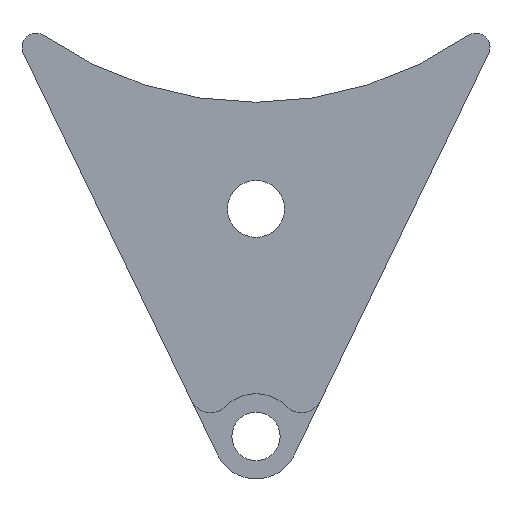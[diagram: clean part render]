
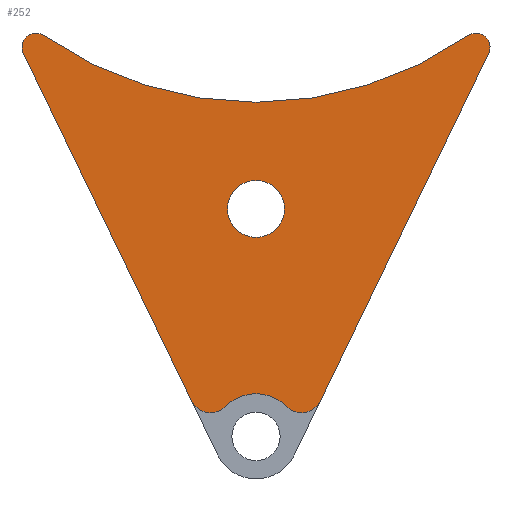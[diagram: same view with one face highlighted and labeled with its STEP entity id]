
A CAD part, front view. The second image highlights one B-rep face of the part: STEP entity #252.
In plain terms, the highlighted planar face has unit normal (0, -1, 0).
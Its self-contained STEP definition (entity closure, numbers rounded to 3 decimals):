
#15=FACE_BOUND('',#40,.T.);
#19=PLANE('',#282);
#25=FACE_OUTER_BOUND('',#39,.T.);
#39=EDGE_LOOP('',(#174,#175,#176,#177,#178,#179,#180,#181));
#40=EDGE_LOOP('',(#182));
#58=LINE('',#411,#76);
#59=LINE('',#418,#77);
#76=VECTOR('',#327,10.);
#77=VECTOR('',#334,10.);
#93=CIRCLE('',#281,1.5);
#94=CIRCLE('',#283,3.);
#95=CIRCLE('',#284,1.5);
#96=CIRCLE('',#285,1.);
#97=CIRCLE('',#286,26.);
#98=CIRCLE('',#287,1.);
#99=CIRCLE('',#288,2.);
#112=VERTEX_POINT('',#400);
#113=VERTEX_POINT('',#402);
#114=VERTEX_POINT('',#406);
#115=VERTEX_POINT('',#408);
#116=VERTEX_POINT('',#410);
#117=VERTEX_POINT('',#412);
#118=VERTEX_POINT('',#414);
#119=VERTEX_POINT('',#416);
#120=VERTEX_POINT('',#419);
#136=EDGE_CURVE('',#112,#113,#93,.T.);
#138=EDGE_CURVE('',#112,#114,#94,.T.);
#139=EDGE_CURVE('',#115,#114,#95,.T.);
#140=EDGE_CURVE('',#116,#115,#58,.T.);
#141=EDGE_CURVE('',#117,#116,#96,.T.);
#142=EDGE_CURVE('',#117,#118,#97,.T.);
#143=EDGE_CURVE('',#119,#118,#98,.T.);
#144=EDGE_CURVE('',#119,#113,#59,.T.);
#145=EDGE_CURVE('',#120,#120,#99,.T.);
#174=ORIENTED_EDGE('',*,*,#136,.F.);
#175=ORIENTED_EDGE('',*,*,#138,.T.);
#176=ORIENTED_EDGE('',*,*,#139,.F.);
#177=ORIENTED_EDGE('',*,*,#140,.F.);
#178=ORIENTED_EDGE('',*,*,#141,.F.);
#179=ORIENTED_EDGE('',*,*,#142,.T.);
#180=ORIENTED_EDGE('',*,*,#143,.F.);
#181=ORIENTED_EDGE('',*,*,#144,.T.);
#182=ORIENTED_EDGE('',*,*,#145,.F.);
#252=ADVANCED_FACE('',(#25,#15),#19,.F.);
#281=AXIS2_PLACEMENT_3D('',#403,#318,#319);
#282=AXIS2_PLACEMENT_3D('',#405,#321,#322);
#283=AXIS2_PLACEMENT_3D('',#407,#323,#324);
#284=AXIS2_PLACEMENT_3D('',#409,#325,#326);
#285=AXIS2_PLACEMENT_3D('',#413,#328,#329);
#286=AXIS2_PLACEMENT_3D('',#415,#330,#331);
#287=AXIS2_PLACEMENT_3D('',#417,#332,#333);
#288=AXIS2_PLACEMENT_3D('',#420,#335,#336);
#318=DIRECTION('center_axis',(0.,1.,0.));
#319=DIRECTION('ref_axis',(-0.164,0.,-0.986));
#321=DIRECTION('center_axis',(0.,1.,0.));
#322=DIRECTION('ref_axis',(1.,0.,0.));
#323=DIRECTION('center_axis',(0.,1.,0.));
#324=DIRECTION('ref_axis',(1.,0.,0.));
#325=DIRECTION('center_axis',(0.,1.,0.));
#326=DIRECTION('ref_axis',(0.164,0.,-0.986));
#327=DIRECTION('',(-0.435,0.,-0.9));
#328=DIRECTION('center_axis',(0.,1.,0.));
#329=DIRECTION('ref_axis',(0.649,0.,0.761));
#330=DIRECTION('center_axis',(0.,1.,0.));
#331=DIRECTION('ref_axis',(0.,0.,-1.));
#332=DIRECTION('center_axis',(0.,1.,0.));
#333=DIRECTION('ref_axis',(-0.649,0.,0.761));
#334=DIRECTION('',(0.435,0.,-0.9));
#335=DIRECTION('center_axis',(0.,-1.,0.));
#336=DIRECTION('ref_axis',(1.,0.,0.));
#400=CARTESIAN_POINT('',(-2.132,0.,2.111));
#402=CARTESIAN_POINT('',(-4.548,0.,2.513));
#403=CARTESIAN_POINT('Origin',(-3.198,0.,3.166));
#405=CARTESIAN_POINT('Origin',(0.,0.,14.058));
#406=CARTESIAN_POINT('',(2.132,0.,2.111));
#407=CARTESIAN_POINT('Origin',(0.,0.,0.));
#408=CARTESIAN_POINT('',(4.548,0.,2.513));
#409=CARTESIAN_POINT('Origin',(3.198,0.,3.166));
#410=CARTESIAN_POINT('',(16.359,0.,26.928));
#411=CARTESIAN_POINT('',(18.385,0.,31.115));
#412=CARTESIAN_POINT('',(14.887,0.,28.184));
#413=CARTESIAN_POINT('Origin',(15.459,0.,27.364));
#414=CARTESIAN_POINT('',(-14.887,0.,28.184));
#415=CARTESIAN_POINT('Origin',(0.,0.,49.5));
#416=CARTESIAN_POINT('',(-16.359,0.,26.928));
#417=CARTESIAN_POINT('Origin',(-15.459,0.,27.364));
#418=CARTESIAN_POINT('',(-18.385,0.,31.115));
#419=CARTESIAN_POINT('',(-2.,0.,16.));
#420=CARTESIAN_POINT('Origin',(0.,0.,16.));
